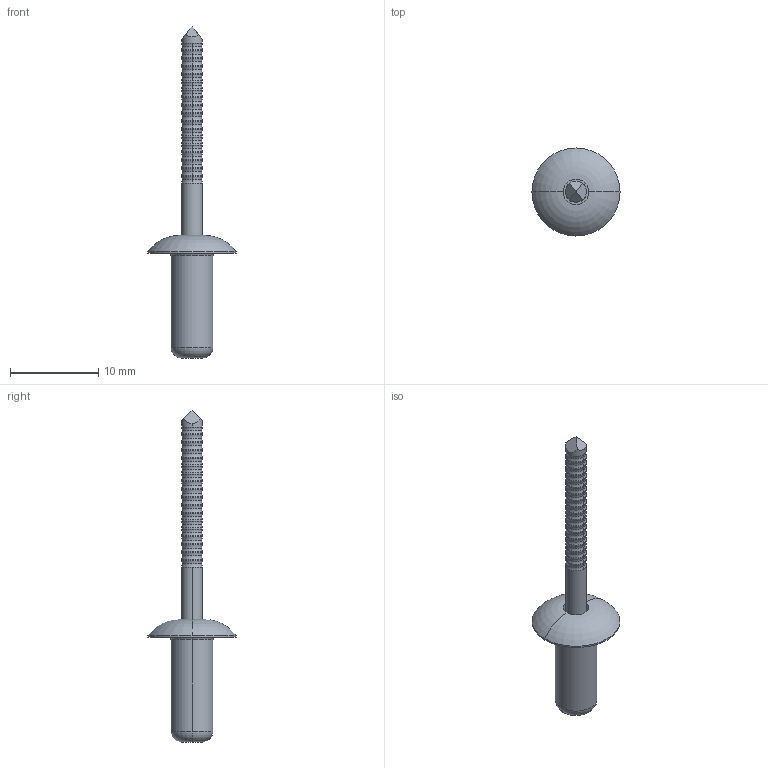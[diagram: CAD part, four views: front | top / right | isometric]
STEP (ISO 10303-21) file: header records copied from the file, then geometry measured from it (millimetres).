
FILE_DESCRIPTION (( 'STEP AP203' ), '1' );
FILE_NAME ('97524A154_Sealing Blind Rivets.STEP', '2023-08-08T20:36:09', ( 'Administrator' ), ( 'Managed by Terraform' ), 'SwSTEP 2.0', 'SolidWorks 2017', '' );
FILE_SCHEMA (( 'CONFIG_CONTROL_DESIGN' ));
Length unit declared in the file: inch
Products named in the file (1): 97524A154_Sealing Blind Rivets
Bounding box: 10.01 x 10.01 x 37.69 mm (x, y, z)
Volume: 409.3 mm3; surface area: 550.2 mm2
Topology: 1 solids, 1 shells, 129 faces, 330 edges, 205 vertices
Faces by surface type: torus 78, cylinder 44, plane 7
Entity records: 4119 total; most frequent: DIRECTION 860, CARTESIAN_POINT 683, ORIENTED_EDGE 660, AXIS2_PLACEMENT_3D 406, EDGE_CURVE 330, CIRCLE 276, VERTEX_POINT 205, EDGE_LOOP 131
